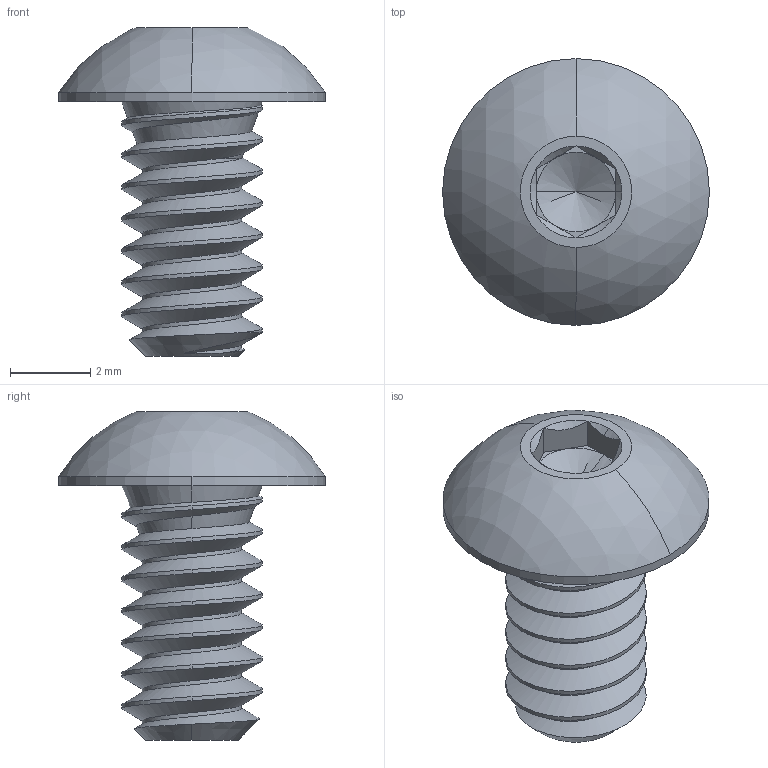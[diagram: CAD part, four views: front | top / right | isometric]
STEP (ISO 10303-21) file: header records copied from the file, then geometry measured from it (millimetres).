
FILE_DESCRIPTION (( 'STEP AP203' ), '1' );
FILE_NAME ('92949A144_18-8 Stainless Steel Button Head Hex Drive Screw.STEP', '2021-06-25T14:57:46', ( 'Administrator' ), ( 'Managed by Terraform' ), 'SwSTEP 2.0', 'SolidWorks 2017', '' );
FILE_SCHEMA (( 'CONFIG_CONTROL_DESIGN' ));
Length unit declared in the file: inch
Products named in the file (1): 92949A144_18-8 Stainless Steel Button Head Hex Drive Screw
Bounding box: 6.65 x 6.65 x 8.2 mm (x, y, z)
Volume: 86.1 mm3; surface area: 184.5 mm2
Topology: 1 solids, 1 shells, 55 faces, 133 edges, 80 vertices
Faces by surface type: cylinder 18, cone 17, plane 15, bspline 3, sphere 2
Entity records: 3073 total; most frequent: CARTESIAN_POINT 1859, ORIENTED_EDGE 262, DIRECTION 211, EDGE_CURVE 131, AXIS2_PLACEMENT_3D 83, VERTEX_POINT 80, EDGE_LOOP 57, ADVANCED_FACE 55
